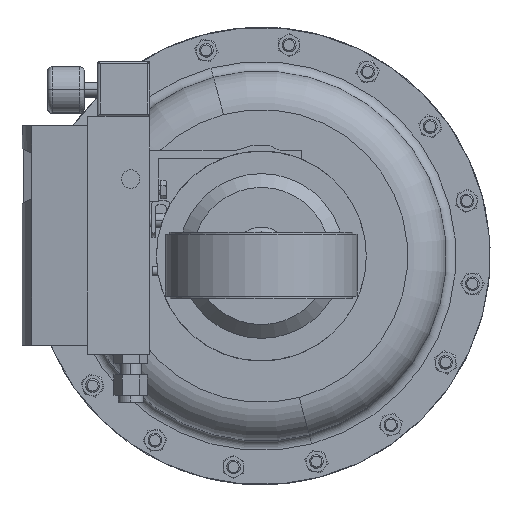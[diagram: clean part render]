
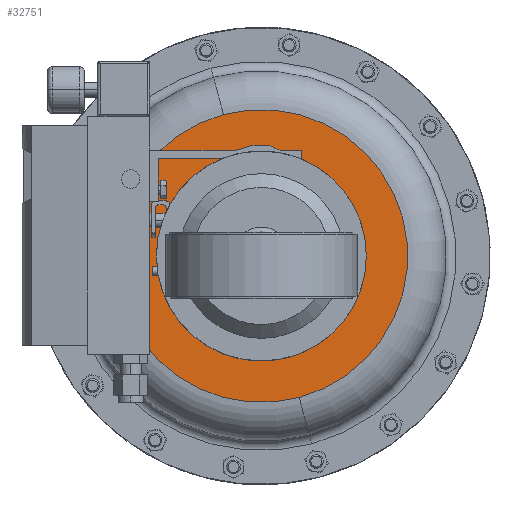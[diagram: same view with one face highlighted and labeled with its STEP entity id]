
A CAD part, front view. The second image highlights one B-rep face of the part: STEP entity #32751.
In plain terms, the highlighted planar face has unit normal (0, -1, 0).
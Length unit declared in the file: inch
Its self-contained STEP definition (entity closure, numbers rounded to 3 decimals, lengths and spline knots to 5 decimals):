
#753 = DIRECTION ( 'NONE',  ( 0.707, 0., -0.707 ) ) ;
#1290 = DIRECTION ( 'NONE',  ( 0.259, 0., -0.966 ) ) ;
#1709 = VERTEX_POINT ( 'NONE', #33062 ) ;
#4111 = CIRCLE ( 'NONE', #32814, 2.375 ) ;
#4372 = ORIENTED_EDGE ( 'NONE', *, *, #15619, .F. ) ;
#8069 = ORIENTED_EDGE ( 'NONE', *, *, #12967, .T. ) ;
#8535 = CARTESIAN_POINT ( 'NONE',  ( 1.67938, 13.1845, -2.33438 ) ) ;
#8548 = AXIS2_PLACEMENT_3D ( 'NONE', #14220, #16821, #1290 ) ;
#8588 = CARTESIAN_POINT ( 'NONE',  ( 0., 13.1845, -0.655 ) ) ;
#9370 = CARTESIAN_POINT ( 'NONE',  ( 0., 13.1845, -0.655 ) ) ;
#11196 = DIRECTION ( 'NONE',  ( -0.259, 0., 0.966 ) ) ;
#11251 = CARTESIAN_POINT ( 'NONE',  ( -1.67938, 13.1845, 1.02438 ) ) ;
#11967 = DIRECTION ( 'NONE',  ( -0.259, 0., 0.966 ) ) ;
#12734 = AXIS2_PLACEMENT_3D ( 'NONE', #15169, #33267, #17755 ) ;
#12967 = EDGE_CURVE ( 'NONE', #13555, #30330, #4111, .T. ) ;
#13555 = VERTEX_POINT ( 'NONE', #8535 ) ;
#13691 = CIRCLE ( 'NONE', #12734, 2.375 ) ;
#14220 = CARTESIAN_POINT ( 'NONE',  ( 3.8637, 13.1845, 0.38028 ) ) ;
#15169 = CARTESIAN_POINT ( 'NONE',  ( 0., 13.1845, -0.655 ) ) ;
#15619 = EDGE_CURVE ( 'NONE', #33343, #1709, #17541, .T. ) ;
#16293 = DIRECTION ( 'NONE',  ( 0., 1., 0. ) ) ;
#16821 = DIRECTION ( 'NONE',  ( 0., -1., 0. ) ) ;
#17541 = CIRCLE ( 'NONE', #28229, 4. ) ;
#17549 = EDGE_CURVE ( 'NONE', #1709, #33343, #18231, .T. ) ;
#17755 = DIRECTION ( 'NONE',  ( 0.707, 0., -0.707 ) ) ;
#18064 = FACE_BOUND ( 'NONE', #18924, .T. ) ;
#18231 = CIRCLE ( 'NONE', #26084, 4. ) ;
#18588 = ORIENTED_EDGE ( 'NONE', *, *, #20413, .T. ) ;
#18924 = EDGE_LOOP ( 'NONE', ( #18588, #8069 ) ) ;
#20413 = EDGE_CURVE ( 'NONE', #30330, #13555, #13691, .T. ) ;
#23807 = ORIENTED_EDGE ( 'NONE', *, *, #17549, .F. ) ;
#24942 = FACE_OUTER_BOUND ( 'NONE', #28223, .T. ) ;
#26084 = AXIS2_PLACEMENT_3D ( 'NONE', #9370, #27466, #11967 ) ;
#26697 = DIRECTION ( 'NONE',  ( 0., 1., 0. ) ) ;
#26953 = CARTESIAN_POINT ( 'NONE',  ( 1.03528, 13.1845, -4.5187 ) ) ;
#27466 = DIRECTION ( 'NONE',  ( 0., 1., 0. ) ) ;
#28223 = EDGE_LOOP ( 'NONE', ( #23807, #4372 ) ) ;
#28229 = AXIS2_PLACEMENT_3D ( 'NONE', #8588, #26697, #11196 ) ;
#30330 = VERTEX_POINT ( 'NONE', #11251 ) ;
#31795 = CARTESIAN_POINT ( 'NONE',  ( 0., 13.1845, -0.655 ) ) ;
#32316 = PLANE ( 'NONE',  #8548 ) ;
#32751 = ADVANCED_FACE ( 'NONE', ( #24942, #18064 ), #32316, .T. ) ;
#32814 = AXIS2_PLACEMENT_3D ( 'NONE', #31795, #16293, #753 ) ;
#33062 = CARTESIAN_POINT ( 'NONE',  ( -1.03528, 13.1845, 3.2087 ) ) ;
#33267 = DIRECTION ( 'NONE',  ( 0., 1., 0. ) ) ;
#33343 = VERTEX_POINT ( 'NONE', #26953 ) ;
